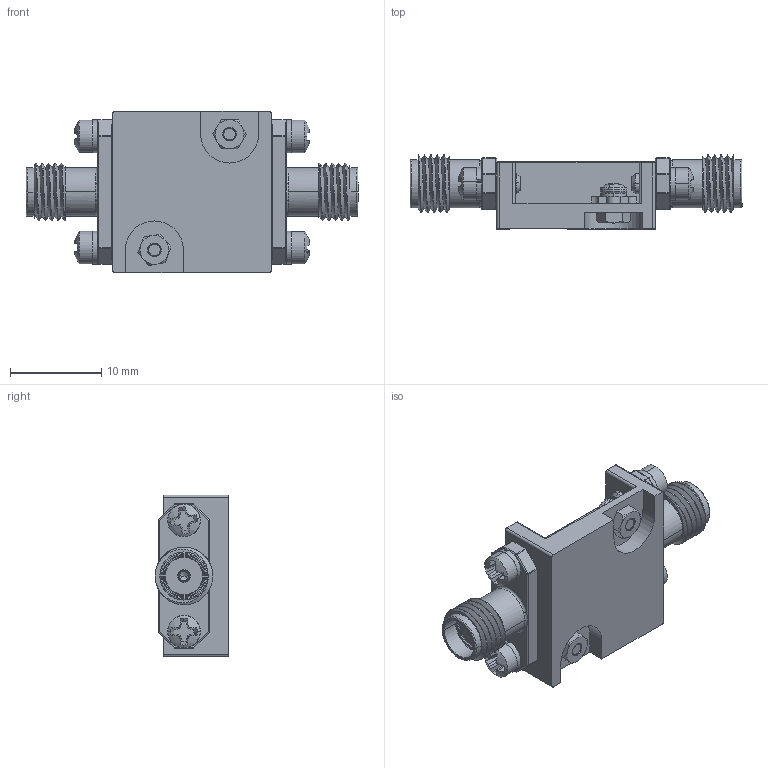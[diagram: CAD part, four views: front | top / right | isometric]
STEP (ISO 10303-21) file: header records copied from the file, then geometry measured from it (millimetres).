
FILE_DESCRIPTION (( 'STEP AP214' ), '1' );
FILE_NAME ('QSM-LM-0R42R5-22-200W.STEP', '2024-06-27T17:27:46', ( '' ), ( '' ), 'SwSTEP 2.0', 'SolidWorks 2023', '' );
FILE_SCHEMA (( 'AUTOMOTIVE_DESIGN' ));
Length unit declared in the file: inch
Products named in the file (1): QSM-LM-0R42R5-22-200W
Bounding box: 36.45 x 8.12 x 17.78 mm (x, y, z)
Volume: 2079.9 mm3; surface area: 4011 mm2
Topology: 26 solids, 26 shells, 966 faces, 3449 edges, 2633 vertices
Faces by surface type: plane 396, cylinder 308, torus 108, cone 100, sphere 46, bspline 8
Entity records: 52619 total; most frequent: CARTESIAN_POINT 9043, ORIENTED_EDGE 6806, DIRECTION 6101, EDGE_CURVE 3403, VERTEX_POINT 2629, LINE 2191, VECTOR 2191, AXIS2_PLACEMENT_3D 1955
